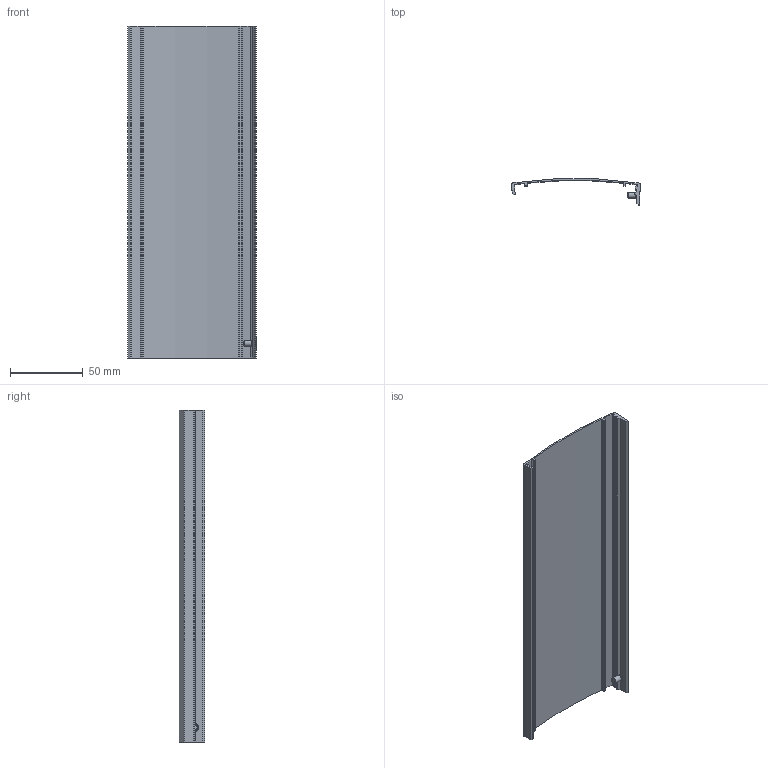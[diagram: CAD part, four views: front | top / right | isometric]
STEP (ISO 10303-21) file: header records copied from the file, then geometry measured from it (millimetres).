
FILE_DESCRIPTION(/* description */ ('STEP AP214'),/* implementation_level */ '2;1');
FILE_NAME(/* name */ '1090895_DADS-AB-G6-25-200',/* time_stamp */ '2024-08-13T14:45:39+02:00',/* author */ ('License CC BY-ND 4.0'),/* organization */ ('CADENAS'),/* preprocessor_version */ 'ST-DEVELOPER v19.3',/* originating_system */ 'PARTsolutions',/* authorisation */ ' ');
FILE_SCHEMA (('AUTOMOTIVE_DESIGN {1 0 10303 214 3 1 1}'));
Length unit declared in the file: millimetre
Products named in the file (3): 1090895 DADS-AB-G6-25-200; 1154774 DADS-AB-G6-25-200---(P); Senkschraube DIN 7991 M4x8
Assembly tree (2 placements, depth 2):
  1090895 DADS-AB-G6-25-200
    1154774 DADS-AB-G6-25-200---(P)
    Senkschraube DIN 7991 M4x8
Bounding box: 88.36 x 17.72 x 228 mm (x, y, z)
Volume: 35419.4 mm3; surface area: 53138.2 mm2
Topology: 2 solids, 2 shells, 85 faces, 235 edges, 153 vertices
Faces by surface type: plane 42, cylinder 37, cone 5, torus 1
Full cylindrical faces by diameter (mm): 4 x1, 8 x1
Entity records: 2766 total; most frequent: CARTESIAN_POINT 521, DIRECTION 466, ORIENTED_EDGE 448, EDGE_CURVE 224, AXIS2_PLACEMENT_3D 170, VERTEX_POINT 151, LINE 126, VECTOR 126
